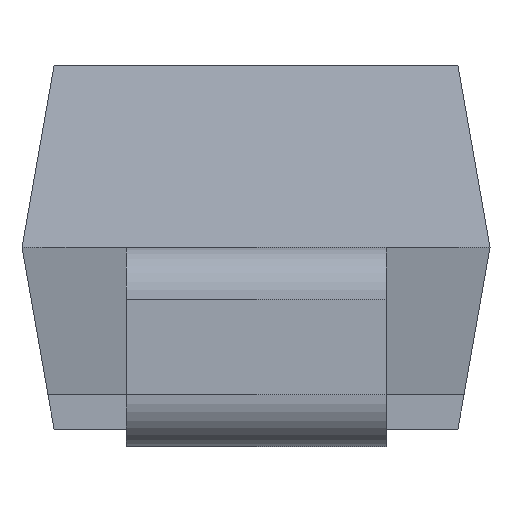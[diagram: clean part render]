
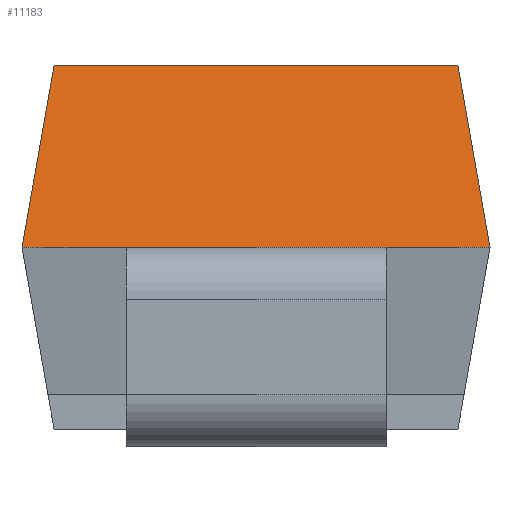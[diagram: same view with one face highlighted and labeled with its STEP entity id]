
A CAD part, left-side view. The second image highlights one B-rep face of the part: STEP entity #11183.
In plain terms, the highlighted planar face has unit normal (-0.985, 0, 0.174).
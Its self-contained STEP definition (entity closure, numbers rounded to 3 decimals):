
#5 = CARTESIAN_POINT ( 'NONE',  ( -2.125, -1.35, 0. ) ) ;
#764 = AXIS2_PLACEMENT_3D ( 'NONE', #1269, #13912, #16386 ) ;
#922 = DIRECTION ( 'NONE',  ( 0., -1., 0. ) ) ;
#967 = VECTOR ( 'NONE', #1008, 1000. ) ;
#1008 = DIRECTION ( 'NONE',  ( -0.171, -0.171, -0.97 ) ) ;
#1269 = CARTESIAN_POINT ( 'NONE',  ( -2.125, 1.35, 0. ) ) ;
#1673 = CARTESIAN_POINT ( 'NONE',  ( -2.125, 0.75, 0. ) ) ;
#1901 = EDGE_CURVE ( 'NONE', #15253, #12354, #5069, .T. ) ;
#1934 = CARTESIAN_POINT ( 'NONE',  ( -2.125, -0.75, 0. ) ) ;
#2021 = LINE ( 'NONE', #2108, #15192 ) ;
#2108 = CARTESIAN_POINT ( 'NONE',  ( -2.125, 1.35, 0. ) ) ;
#3131 = LINE ( 'NONE', #3289, #16293 ) ;
#3171 = VECTOR ( 'NONE', #4099, 1000. ) ;
#3262 = ORIENTED_EDGE ( 'NONE', *, *, #5365, .F. ) ;
#3289 = CARTESIAN_POINT ( 'NONE',  ( -1.94, 1.35, 1.05 ) ) ;
#3389 = ORIENTED_EDGE ( 'NONE', *, *, #16387, .T. ) ;
#4099 = DIRECTION ( 'NONE',  ( 0., -1., 0. ) ) ;
#4867 = VECTOR ( 'NONE', #15917, 1000. ) ;
#4879 = ORIENTED_EDGE ( 'NONE', *, *, #1901, .T. ) ;
#5069 = LINE ( 'NONE', #13945, #8921 ) ;
#5365 = EDGE_CURVE ( 'NONE', #15253, #6482, #3131, .T. ) ;
#5525 = VERTEX_POINT ( 'NONE', #11659 ) ;
#5749 = CARTESIAN_POINT ( 'NONE',  ( -2.125, 1.35, 0. ) ) ;
#6482 = VERTEX_POINT ( 'NONE', #13694 ) ;
#6628 = ORIENTED_EDGE ( 'NONE', *, *, #8627, .T. ) ;
#8627 = EDGE_CURVE ( 'NONE', #10409, #11327, #2021, .T. ) ;
#8921 = VECTOR ( 'NONE', #12616, 1000. ) ;
#9414 = ORIENTED_EDGE ( 'NONE', *, *, #10467, .T. ) ;
#10233 = FACE_OUTER_BOUND ( 'NONE', #12351, .T. ) ;
#10409 = VERTEX_POINT ( 'NONE', #1673 ) ;
#10467 = EDGE_CURVE ( 'NONE', #11327, #5525, #15549, .T. ) ;
#11183 = ADVANCED_FACE ( 'NONE', ( #10233 ), #15162, .T. ) ;
#11327 = VERTEX_POINT ( 'NONE', #1934 ) ;
#11659 = CARTESIAN_POINT ( 'NONE',  ( -2.125, -1.35, 0. ) ) ;
#11729 = CARTESIAN_POINT ( 'NONE',  ( -2.125, 1.35, 0. ) ) ;
#12268 = DIRECTION ( 'NONE',  ( 0., -1., 0. ) ) ;
#12351 = EDGE_LOOP ( 'NONE', ( #3389, #6628, #9414, #16420, #3262, #4879 ) ) ;
#12354 = VERTEX_POINT ( 'NONE', #11729 ) ;
#12616 = DIRECTION ( 'NONE',  ( -0.171, 0.171, -0.97 ) ) ;
#12740 = LINE ( 'NONE', #5, #967 ) ;
#13262 = EDGE_CURVE ( 'NONE', #6482, #5525, #12740, .T. ) ;
#13291 = LINE ( 'NONE', #5749, #4867 ) ;
#13694 = CARTESIAN_POINT ( 'NONE',  ( -1.94, -1.165, 1.05 ) ) ;
#13727 = CARTESIAN_POINT ( 'NONE',  ( -1.94, 1.165, 1.05 ) ) ;
#13912 = DIRECTION ( 'NONE',  ( -0.985, 0., 0.174 ) ) ;
#13945 = CARTESIAN_POINT ( 'NONE',  ( -2.125, 1.35, 0. ) ) ;
#14657 = CARTESIAN_POINT ( 'NONE',  ( -2.125, 1.35, 0. ) ) ;
#15162 = PLANE ( 'NONE',  #764 ) ;
#15192 = VECTOR ( 'NONE', #12268, 1000. ) ;
#15253 = VERTEX_POINT ( 'NONE', #13727 ) ;
#15549 = LINE ( 'NONE', #14657, #3171 ) ;
#15917 = DIRECTION ( 'NONE',  ( 0., -1., 0. ) ) ;
#16293 = VECTOR ( 'NONE', #922, 1000. ) ;
#16386 = DIRECTION ( 'NONE',  ( 0.174, 0., 0.985 ) ) ;
#16387 = EDGE_CURVE ( 'NONE', #12354, #10409, #13291, .T. ) ;
#16420 = ORIENTED_EDGE ( 'NONE', *, *, #13262, .F. ) ;
